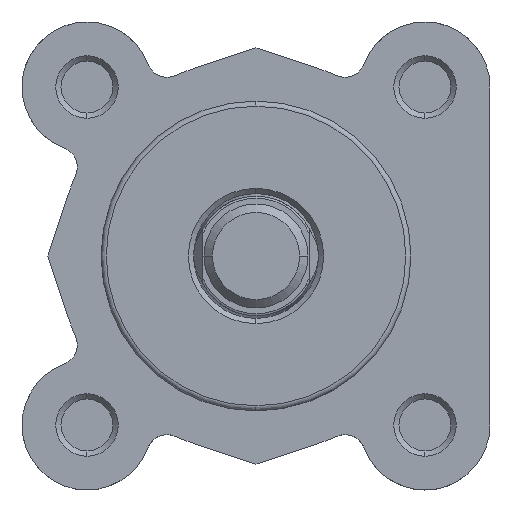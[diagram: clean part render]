
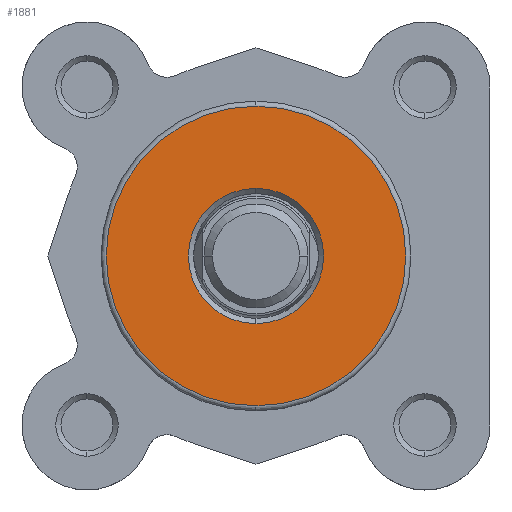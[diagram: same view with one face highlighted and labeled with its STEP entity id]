
A CAD part, left-side view. The second image highlights one B-rep face of the part: STEP entity #1881.
In plain terms, the highlighted planar face has unit normal (-1, 0, 0).
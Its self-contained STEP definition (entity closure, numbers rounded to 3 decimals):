
#27 = CARTESIAN_POINT ( 'NONE',  ( 0., 0., -14.4 ) ) ;
#36 = CARTESIAN_POINT ( 'NONE',  ( 0., 0., 6.5 ) ) ;
#80 = CARTESIAN_POINT ( 'NONE',  ( 0., 0., -6.5 ) ) ;
#257 = VERTEX_POINT ( 'NONE', #80 ) ;
#285 = VERTEX_POINT ( 'NONE', #36 ) ;
#289 = VERTEX_POINT ( 'NONE', #27 ) ;
#403 = VERTEX_POINT ( 'NONE', #522 ) ;
#522 = CARTESIAN_POINT ( 'NONE',  ( 0., 0., 14.4 ) ) ;
#1199 = CARTESIAN_POINT ( 'NONE',  ( 0., -6., 0. ) ) ;
#1200 = PLANE ( 'NONE',  #5994 ) ;
#1201 = DIRECTION ( 'NONE',  ( -1., 0., 0. ) ) ;
#1202 = DIRECTION ( 'NONE',  ( 0., 0., 1. ) ) ;
#1881 = ADVANCED_FACE ( 'NONE', ( #4743, #4757 ), #1200, .T. ) ;
#2468 = CARTESIAN_POINT ( 'NONE',  ( 0., 0., 0. ) ) ;
#2476 = DIRECTION ( 'NONE',  ( -1., 0., 0. ) ) ;
#2477 = DIRECTION ( 'NONE',  ( 0., 0., 1. ) ) ;
#2651 = CARTESIAN_POINT ( 'NONE',  ( 0., 0., 0. ) ) ;
#2661 = DIRECTION ( 'NONE',  ( -1., 0., 0. ) ) ;
#2662 = DIRECTION ( 'NONE',  ( 0., 0., 1. ) ) ;
#2672 = CARTESIAN_POINT ( 'NONE',  ( 0., 0., 0. ) ) ;
#2673 = DIRECTION ( 'NONE',  ( 1., 0., 0. ) ) ;
#2674 = DIRECTION ( 'NONE',  ( 0., 0., 1. ) ) ;
#2971 = CARTESIAN_POINT ( 'NONE',  ( 0., 0., 0. ) ) ;
#2973 = DIRECTION ( 'NONE',  ( 1., 0., 0. ) ) ;
#2974 = DIRECTION ( 'NONE',  ( 0., 0., 1. ) ) ;
#3235 = EDGE_LOOP ( 'NONE', ( #4082, #3976 ) ) ;
#3237 = EDGE_LOOP ( 'NONE', ( #4152, #4142 ) ) ;
#3976 = ORIENTED_EDGE ( 'NONE', *, *, #5658, .T. ) ;
#4082 = ORIENTED_EDGE ( 'NONE', *, *, #5590, .T. ) ;
#4142 = ORIENTED_EDGE ( 'NONE', *, *, #5662, .T. ) ;
#4152 = ORIENTED_EDGE ( 'NONE', *, *, #5781, .T. ) ;
#4743 = FACE_BOUND ( 'NONE', #3237, .T. ) ;
#4757 = FACE_OUTER_BOUND ( 'NONE', #3235, .T. ) ;
#5590 = EDGE_CURVE ( 'NONE', #403, #289, #6479, .T. ) ;
#5658 = EDGE_CURVE ( 'NONE', #289, #403, #6572, .T. ) ;
#5662 = EDGE_CURVE ( 'NONE', #257, #285, #6577, .T. ) ;
#5781 = EDGE_CURVE ( 'NONE', #285, #257, #6752, .T. ) ;
#5994 = AXIS2_PLACEMENT_3D ( 'NONE', #1199, #1201, #1202 ) ;
#6210 = AXIS2_PLACEMENT_3D ( 'NONE', #2468, #2476, #2477 ) ;
#6241 = AXIS2_PLACEMENT_3D ( 'NONE', #2651, #2661, #2662 ) ;
#6243 = AXIS2_PLACEMENT_3D ( 'NONE', #2672, #2673, #2674 ) ;
#6300 = AXIS2_PLACEMENT_3D ( 'NONE', #2971, #2973, #2974 ) ;
#6479 = CIRCLE ( 'NONE', #6210, 14.4 ) ;
#6572 = CIRCLE ( 'NONE', #6241, 14.4 ) ;
#6577 = CIRCLE ( 'NONE', #6243, 6.5 ) ;
#6752 = CIRCLE ( 'NONE', #6300, 6.5 ) ;
